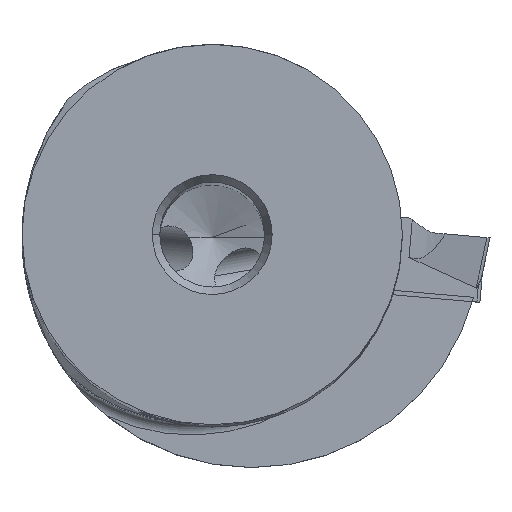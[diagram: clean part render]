
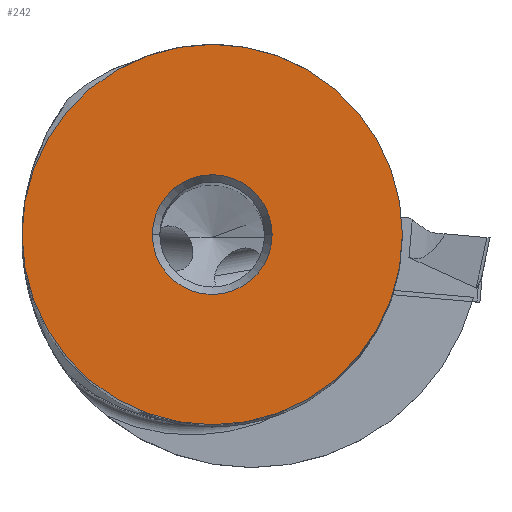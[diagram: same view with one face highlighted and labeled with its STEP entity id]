
A CAD part, top view. The second image highlights one B-rep face of the part: STEP entity #242.
In plain terms, the highlighted planar face has unit normal (0, 0, 1).
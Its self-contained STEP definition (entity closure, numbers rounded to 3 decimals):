
#52=FACE_BOUND('',#542,.T.);
#53=FACE_BOUND('',#543,.T.);
#242=ADVANCED_FACE('',(#52,#53),#332,.T.);
#332=PLANE('',#2863);
#542=EDGE_LOOP('',(#1040,#1041));
#543=EDGE_LOOP('',(#1042,#1043));
#1040=ORIENTED_EDGE('',*,*,#1855,.F.);
#1041=ORIENTED_EDGE('',*,*,#1850,.F.);
#1042=ORIENTED_EDGE('',*,*,#1856,.F.);
#1043=ORIENTED_EDGE('',*,*,#1857,.F.);
#1526=VERTEX_POINT('',#5226);
#1527=VERTEX_POINT('',#5228);
#1532=VERTEX_POINT('',#5241);
#1533=VERTEX_POINT('',#5242);
#1850=EDGE_CURVE('',#1527,#1526,#2183,.T.);
#1855=EDGE_CURVE('',#1526,#1527,#2184,.T.);
#1856=EDGE_CURVE('',#1532,#1533,#2185,.T.);
#1857=EDGE_CURVE('',#1533,#1532,#2186,.T.);
#2183=CIRCLE('',#2856,12.7);
#2184=CIRCLE('',#2860,12.7);
#2185=CIRCLE('',#2861,4.);
#2186=CIRCLE('',#2862,4.);
#2856=AXIS2_PLACEMENT_3D('',#5229,#3349,#3350);
#2860=AXIS2_PLACEMENT_3D('',#5239,#3359,#3360);
#2861=AXIS2_PLACEMENT_3D('',#5240,#3361,#3362);
#2862=AXIS2_PLACEMENT_3D('',#5243,#3363,#3364);
#2863=AXIS2_PLACEMENT_3D('',#5244,#3365,#3366);
#3349=DIRECTION('',(0.,0.,-1.));
#3350=DIRECTION('',(1.,0.,0.));
#3359=DIRECTION('',(0.,0.,-1.));
#3360=DIRECTION('',(-1.,0.,0.));
#3361=DIRECTION('',(0.,0.,1.));
#3362=DIRECTION('',(-1.,0.,0.));
#3363=DIRECTION('',(0.,0.,1.));
#3364=DIRECTION('',(1.,0.,0.));
#3365=DIRECTION('',(0.,0.,1.));
#3366=DIRECTION('',(1.,0.,0.));
#5226=CARTESIAN_POINT('',(-12.7,0.,0.));
#5228=CARTESIAN_POINT('',(12.7,0.,0.));
#5229=CARTESIAN_POINT('',(0.,0.,0.));
#5239=CARTESIAN_POINT('',(0.,0.,0.));
#5240=CARTESIAN_POINT('',(0.,0.,0.));
#5241=CARTESIAN_POINT('',(-4.,0.,0.));
#5242=CARTESIAN_POINT('',(4.,0.,0.));
#5243=CARTESIAN_POINT('',(0.,0.,0.));
#5244=CARTESIAN_POINT('',(0.,0.,0.));
